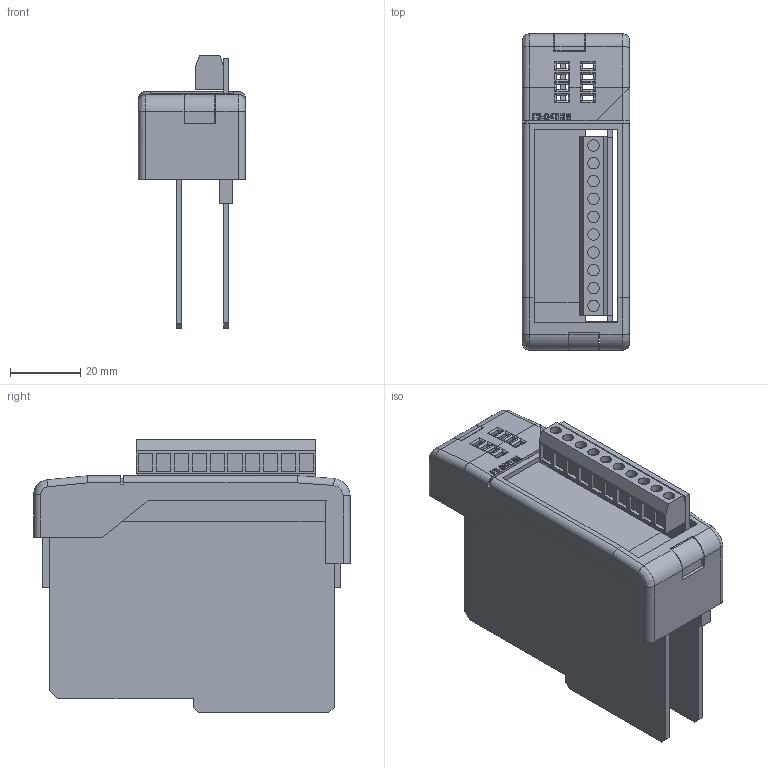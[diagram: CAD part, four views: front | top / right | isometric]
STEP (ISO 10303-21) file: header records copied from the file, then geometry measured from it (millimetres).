
FILE_DESCRIPTION (( 'STEP AP214' ), '1' );
FILE_NAME ('F2-04THM.STEP', '2021-08-11T01:05:43', ( '' ), ( '' ), 'SwSTEP 2.0', 'SolidWorks 2017', '' );
FILE_SCHEMA (( 'AUTOMOTIVE_DESIGN' ));
Length unit declared in the file: millimetre
Products named in the file (1): F2-04THM
Bounding box: 30.55 x 90 x 77.81 mm (x, y, z)
Volume: 27664.3 mm3; surface area: 38553.7 mm2
Topology: 3 solids, 3 shells, 463 faces, 1280 edges, 837 vertices
Faces by surface type: plane 333, cylinder 104, bspline 26
Entity records: 20437 total; most frequent: CARTESIAN_POINT 5549, ORIENTED_EDGE 2560, DIRECTION 2024, EDGE_CURVE 1280, LINE 1030, VECTOR 1030, VERTEX_POINT 837, EDGE_LOOP 505
